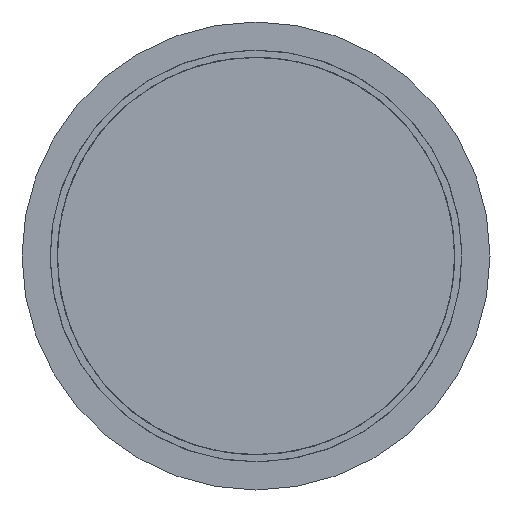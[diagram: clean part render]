
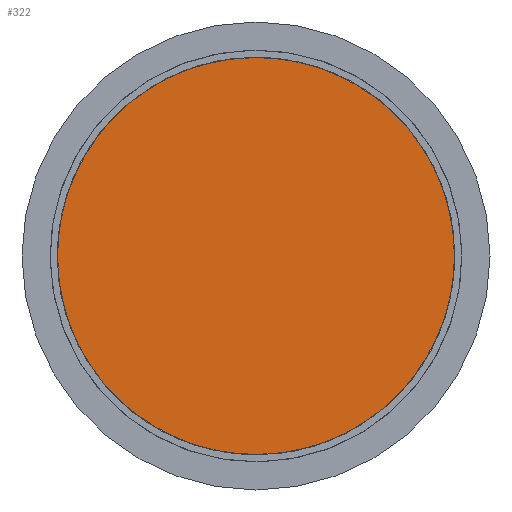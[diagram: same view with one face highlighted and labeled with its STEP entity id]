
A CAD part, front view. The second image highlights one B-rep face of the part: STEP entity #322.
In plain terms, the highlighted face is planar.
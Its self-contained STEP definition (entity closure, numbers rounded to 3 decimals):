
#57=PLANE('',#459);
#73=FACE_OUTER_BOUND('',#94,.T.);
#94=EDGE_LOOP('',(#287));
#141=CIRCLE('',#456,8.5);
#173=VERTEX_POINT('',#672);
#211=EDGE_CURVE('',#173,#173,#141,.T.);
#287=ORIENTED_EDGE('',*,*,#211,.T.);
#322=ADVANCED_FACE('',(#73),#57,.T.);
#456=AXIS2_PLACEMENT_3D('',#673,#561,#562);
#459=AXIS2_PLACEMENT_3D('',#678,#568,#569);
#561=DIRECTION('center_axis',(0.,0.,1.));
#562=DIRECTION('ref_axis',(-1.,0.,0.));
#568=DIRECTION('center_axis',(0.,0.,1.));
#569=DIRECTION('ref_axis',(1.,0.,0.));
#672=CARTESIAN_POINT('',(8.5,0.,4.8));
#673=CARTESIAN_POINT('Origin',(0.,0.,4.8));
#678=CARTESIAN_POINT('Origin',(0.,0.,4.8));
